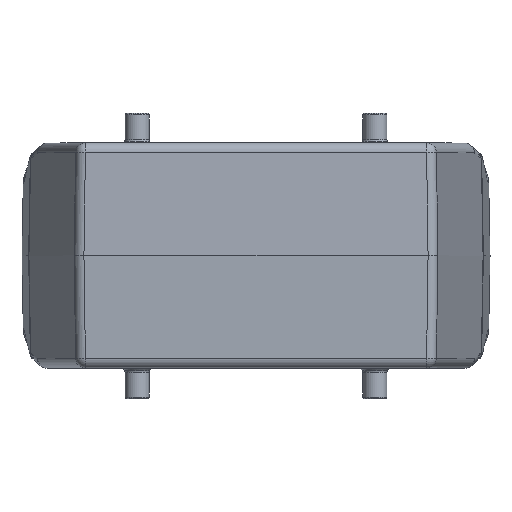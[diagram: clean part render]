
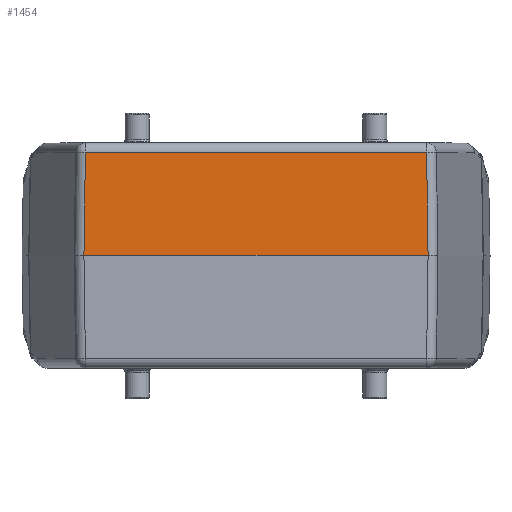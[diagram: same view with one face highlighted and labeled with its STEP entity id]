
A CAD part, top view. The second image highlights one B-rep face of the part: STEP entity #1454.
In plain terms, the highlighted planar face has unit normal (0, 0.018, 1).
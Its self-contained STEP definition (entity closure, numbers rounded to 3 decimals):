
#825=LINE('',#8123,#1137);
#829=LINE('',#8132,#1141);
#830=LINE('',#8134,#1142);
#831=LINE('',#8136,#1143);
#1137=VECTOR('',#6732,1.);
#1141=VECTOR('',#6738,1.);
#1142=VECTOR('',#6739,1.);
#1143=VECTOR('',#6740,1.);
#1454=ADVANCED_FACE('',(#1935),#1852,.T.);
#1852=PLANE('',#6182);
#1935=FACE_OUTER_BOUND('',#2300,.T.);
#2300=EDGE_LOOP('',(#2738,#2739,#2740,#2741));
#2738=ORIENTED_EDGE('',*,*,#5084,.T.);
#2739=ORIENTED_EDGE('',*,*,#5080,.F.);
#2740=ORIENTED_EDGE('',*,*,#5085,.T.);
#2741=ORIENTED_EDGE('',*,*,#5086,.T.);
#4540=VERTEX_POINT('',#8124);
#4541=VERTEX_POINT('',#8125);
#4544=VERTEX_POINT('',#8133);
#4545=VERTEX_POINT('',#8135);
#5080=EDGE_CURVE('',#4540,#4541,#825,.T.);
#5084=EDGE_CURVE('',#4544,#4541,#829,.T.);
#5085=EDGE_CURVE('',#4540,#4545,#830,.T.);
#5086=EDGE_CURVE('',#4545,#4544,#831,.T.);
#6182=AXIS2_PLACEMENT_3D('',#8137,#6741,#6742);
#6732=DIRECTION('',(-1.,0.,0.));
#6738=DIRECTION('',(-0.014,-1.,0.017));
#6739=DIRECTION('',(-0.014,1.,-0.017));
#6740=DIRECTION('',(-1.,0.,0.));
#6741=DIRECTION('',(0.,0.017,1.));
#6742=DIRECTION('',(0.,-1.,0.017));
#8123=CARTESIAN_POINT('',(-148.15,0.,0.));
#8124=CARTESIAN_POINT('',(-109.626,0.,0.));
#8125=CARTESIAN_POINT('',(-178.374,0.,0.));
#8132=CARTESIAN_POINT('',(-178.368,0.429,-0.007));
#8133=CARTESIAN_POINT('',(-178.083,20.534,-0.358));
#8134=CARTESIAN_POINT('',(-109.634,0.546,-0.01));
#8135=CARTESIAN_POINT('',(-109.917,20.534,-0.358));
#8136=CARTESIAN_POINT('',(-148.15,20.534,-0.358));
#8137=CARTESIAN_POINT('',(-148.15,0.,0.));
